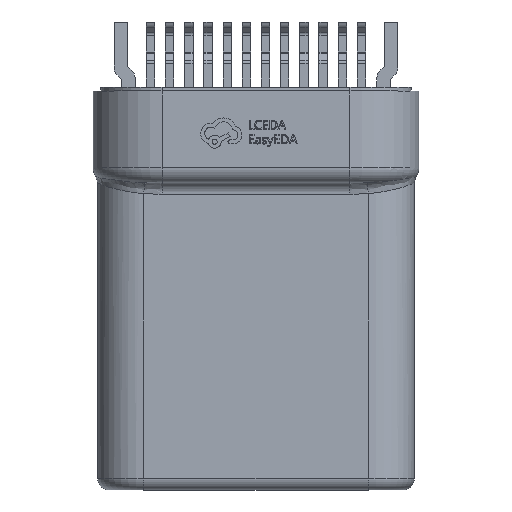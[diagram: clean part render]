
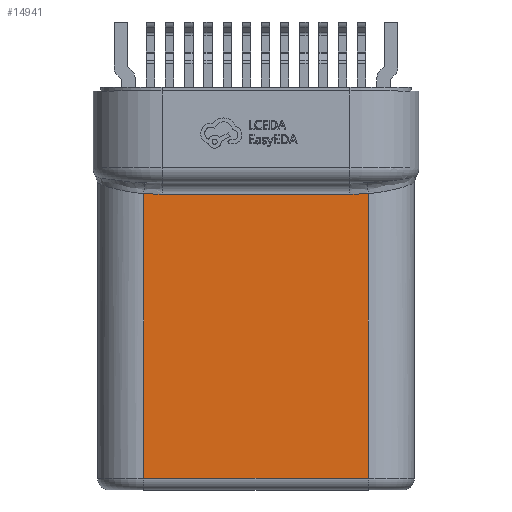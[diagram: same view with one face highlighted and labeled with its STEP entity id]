
A CAD part, top view. The second image highlights one B-rep face of the part: STEP entity #14941.
In plain terms, the highlighted planar face has unit normal (0, 0, 1).
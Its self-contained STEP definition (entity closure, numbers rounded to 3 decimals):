
#543 = LINE ( 'NONE', #26228, #4382 ) ;
#751 = VERTEX_POINT ( 'NONE', #32862 ) ;
#1098 = ORIENTED_EDGE ( 'NONE', *, *, #35918, .F. ) ;
#1559 = EDGE_CURVE ( 'NONE', #12580, #751, #32202, .T. ) ;
#1662 = EDGE_CURVE ( 'NONE', #33013, #12580, #26502, .T. ) ;
#2281 = CARTESIAN_POINT ( 'NONE',  ( 2.736, 7.711, 1.2 ) ) ;
#2315 = CARTESIAN_POINT ( 'NONE',  ( 2.925, 0.3, 1.2 ) ) ;
#2804 = LINE ( 'NONE', #29168, #15122 ) ;
#2883 = ORIENTED_EDGE ( 'NONE', *, *, #1559, .F. ) ;
#3021 = DIRECTION ( 'NONE',  ( 0., 0., 1. ) ) ;
#3409 = CARTESIAN_POINT ( 'NONE',  ( -2.925, 0.3, 1.2 ) ) ;
#3642 = CARTESIAN_POINT ( 'NONE',  ( 4.125, 0., 1.2 ) ) ;
#4382 = VECTOR ( 'NONE', #40042, 1000. ) ;
#4393 = EDGE_CURVE ( 'NONE', #6794, #38404, #2804, .T. ) ;
#5495 = CARTESIAN_POINT ( 'NONE',  ( -2.925, 7.722, 1.2 ) ) ;
#5512 = CARTESIAN_POINT ( 'NONE',  ( 2.542, 7.707, 1.2 ) ) ;
#5815 = PLANE ( 'NONE',  #7579 ) ;
#6794 = VERTEX_POINT ( 'NONE', #27925 ) ;
#7020 = CARTESIAN_POINT ( 'NONE',  ( -2.895, 7.719, 1.2 ) ) ;
#7579 = AXIS2_PLACEMENT_3D ( 'NONE', #3642, #3021, #26097 ) ;
#11002 = VECTOR ( 'NONE', #16519, 1000. ) ;
#11543 = ORIENTED_EDGE ( 'NONE', *, *, #31159, .F. ) ;
#11944 = VERTEX_POINT ( 'NONE', #35426 ) ;
#12163 = CARTESIAN_POINT ( 'NONE',  ( 2.925, 7.722, 1.2 ) ) ;
#12580 = VERTEX_POINT ( 'NONE', #5495 ) ;
#14743 = ORIENTED_EDGE ( 'NONE', *, *, #4393, .F. ) ;
#14941 = ADVANCED_FACE ( 'NONE', ( #35188 ), #5815, .T. ) ;
#15122 = VECTOR ( 'NONE', #22608, 1000. ) ;
#15418 = CARTESIAN_POINT ( 'NONE',  ( 2.833, 7.715, 1.2 ) ) ;
#16519 = DIRECTION ( 'NONE',  ( 1., 0., 0. ) ) ;
#18597 = VECTOR ( 'NONE', #19783, 1000. ) ;
#19082 = CARTESIAN_POINT ( 'NONE',  ( 2.45, 7.707, 1.2 ) ) ;
#19783 = DIRECTION ( 'NONE',  ( 0., 1., 0. ) ) ;
#20159 = CARTESIAN_POINT ( 'NONE',  ( -2.736, 7.711, 1.2 ) ) ;
#22608 = DIRECTION ( 'NONE',  ( 0., -1., 0. ) ) ;
#24507 = EDGE_CURVE ( 'NONE', #751, #11944, #30373, .T. ) ;
#26097 = DIRECTION ( 'NONE',  ( 1., 0., 0. ) ) ;
#26228 = CARTESIAN_POINT ( 'NONE',  ( 2.925, 0.3, 1.2 ) ) ;
#26502 = LINE ( 'NONE', #3409, #18597 ) ;
#26601 = CARTESIAN_POINT ( 'NONE',  ( -2.45, 7.707, 1.2 ) ) ;
#27040 = CARTESIAN_POINT ( 'NONE',  ( -2.48, 7.707, 1.2 ) ) ;
#27925 = CARTESIAN_POINT ( 'NONE',  ( 2.925, 7.722, 1.2 ) ) ;
#29101 = ORIENTED_EDGE ( 'NONE', *, *, #24507, .F. ) ;
#29168 = CARTESIAN_POINT ( 'NONE',  ( 2.925, 7.722, 1.2 ) ) ;
#29741 = CARTESIAN_POINT ( 'NONE',  ( -2.833, 7.716, 1.2 ) ) ;
#30373 = LINE ( 'NONE', #39654, #11002 ) ;
#31159 = EDGE_CURVE ( 'NONE', #38404, #33013, #543, .T. ) ;
#31877 = CARTESIAN_POINT ( 'NONE',  ( 2.638, 7.709, 1.2 ) ) ;
#32015 = CARTESIAN_POINT ( 'NONE',  ( -2.925, 0.3, 1.2 ) ) ;
#32202 = B_SPLINE_CURVE_WITH_KNOTS ( 'NONE', 3,
 ( #36611, #7020, #29741, #20159, #33349, #33287, #27040, #26601 ),
 .UNSPECIFIED., .F., .F.,
 ( 4, 1, 1, 1, 1, 4 ),
 ( 0., 0.2, 0.4, 0.6, 0.8, 1. ),
 .UNSPECIFIED. ) ;
#32862 = CARTESIAN_POINT ( 'NONE',  ( -2.45, 7.707, 1.2 ) ) ;
#33013 = VERTEX_POINT ( 'NONE', #32015 ) ;
#33287 = CARTESIAN_POINT ( 'NONE',  ( -2.542, 7.707, 1.2 ) ) ;
#33349 = CARTESIAN_POINT ( 'NONE',  ( -2.638, 7.709, 1.2 ) ) ;
#35102 = CARTESIAN_POINT ( 'NONE',  ( 2.48, 7.707, 1.2 ) ) ;
#35188 = FACE_OUTER_BOUND ( 'NONE', #37656, .T. ) ;
#35426 = CARTESIAN_POINT ( 'NONE',  ( 2.45, 7.707, 1.2 ) ) ;
#35489 = B_SPLINE_CURVE_WITH_KNOTS ( 'NONE', 3,
 ( #19082, #35102, #5512, #31877, #2281, #15418, #41791, #12163 ),
 .UNSPECIFIED., .F., .F.,
 ( 4, 1, 1, 1, 1, 4 ),
 ( 0., 0.2, 0.4, 0.6, 0.8, 1. ),
 .UNSPECIFIED. ) ;
#35918 = EDGE_CURVE ( 'NONE', #11944, #6794, #35489, .T. ) ;
#36611 = CARTESIAN_POINT ( 'NONE',  ( -2.925, 7.722, 1.2 ) ) ;
#37656 = EDGE_LOOP ( 'NONE', ( #14743, #1098, #29101, #2883, #42447, #11543 ) ) ;
#38404 = VERTEX_POINT ( 'NONE', #2315 ) ;
#39654 = CARTESIAN_POINT ( 'NONE',  ( -2.45, 7.707, 1.2 ) ) ;
#40042 = DIRECTION ( 'NONE',  ( -1., 0., 0. ) ) ;
#41791 = CARTESIAN_POINT ( 'NONE',  ( 2.895, 7.719, 1.2 ) ) ;
#42447 = ORIENTED_EDGE ( 'NONE', *, *, #1662, .F. ) ;
